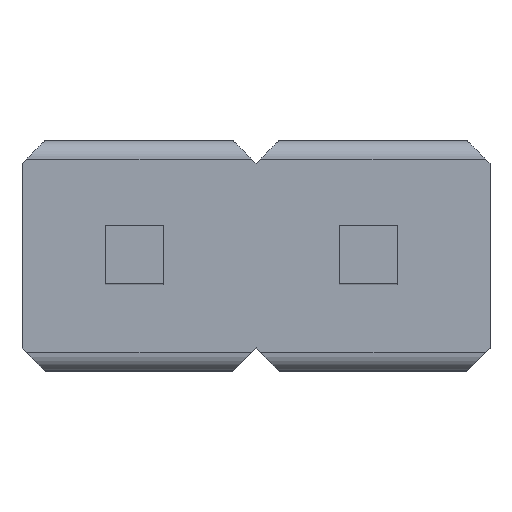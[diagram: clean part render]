
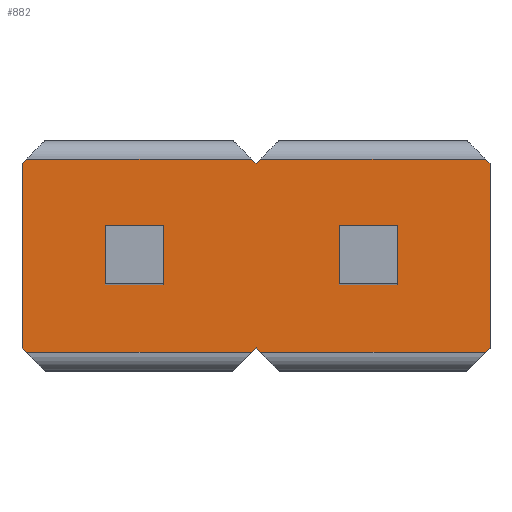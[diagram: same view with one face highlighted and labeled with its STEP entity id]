
A CAD part, top view. The second image highlights one B-rep face of the part: STEP entity #882.
In plain terms, the highlighted planar face has unit normal (0, 0, 1).
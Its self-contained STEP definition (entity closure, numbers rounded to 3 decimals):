
#138=DIRECTION('',(0.,-1.,0.));
#139=VECTOR('',#138,2.);
#140=CARTESIAN_POINT('',(-2.54,1.,0.));
#141=LINE('',#140,#139);
#226=CARTESIAN_POINT('',(0.05,-1.05,0.));
#235=DIRECTION('',(1.,0.,0.));
#236=VECTOR('',#235,2.44);
#237=CARTESIAN_POINT('',(0.05,-1.05,0.));
#238=LINE('',#237,#236);
#248=CARTESIAN_POINT('',(-0.05,-1.05,0.));
#266=DIRECTION('',(1.,0.,0.));
#267=VECTOR('',#266,2.44);
#268=CARTESIAN_POINT('',(-2.49,-1.05,0.));
#269=LINE('',#268,#267);
#270=DIRECTION('',(0.707,-0.707,0.));
#271=VECTOR('',#270,0.071);
#272=CARTESIAN_POINT('',(-0.05,1.05,0.));
#273=LINE('',#272,#271);
#274=DIRECTION('',(-0.707,-0.707,0.));
#275=VECTOR('',#274,0.071);
#276=CARTESIAN_POINT('',(0.05,1.05,0.));
#277=LINE('',#276,#275);
#278=DIRECTION('',(1.,0.,0.));
#279=VECTOR('',#278,2.44);
#280=CARTESIAN_POINT('',(0.05,1.05,0.));
#281=LINE('',#280,#279);
#282=DIRECTION('',(0.707,-0.707,0.));
#283=VECTOR('',#282,0.071);
#284=CARTESIAN_POINT('',(2.49,1.05,0.));
#285=LINE('',#284,#283);
#286=DIRECTION('',(0.707,0.707,0.));
#287=VECTOR('',#286,0.071);
#288=CARTESIAN_POINT('',(2.49,-1.05,0.));
#289=LINE('',#288,#287);
#290=DIRECTION('',(-0.707,0.707,0.));
#291=VECTOR('',#290,0.071);
#292=CARTESIAN_POINT('',(0.05,-1.05,0.));
#293=LINE('',#292,#291);
#294=DIRECTION('',(0.707,0.707,0.));
#295=VECTOR('',#294,0.071);
#296=CARTESIAN_POINT('',(-0.05,-1.05,0.));
#297=LINE('',#296,#295);
#298=DIRECTION('',(-0.707,0.707,0.));
#299=VECTOR('',#298,0.071);
#300=CARTESIAN_POINT('',(-2.49,-1.05,0.));
#301=LINE('',#300,#299);
#302=DIRECTION('',(-0.707,-0.707,0.));
#303=VECTOR('',#302,0.071);
#304=CARTESIAN_POINT('',(-2.49,1.05,0.));
#305=LINE('',#304,#303);
#306=DIRECTION('',(1.,0.,0.));
#307=VECTOR('',#306,2.44);
#308=CARTESIAN_POINT('',(-2.49,1.05,0.));
#309=LINE('',#308,#307);
#310=DIRECTION('',(1.,0.,0.));
#311=VECTOR('',#310,0.63);
#312=CARTESIAN_POINT('',(-1.635,-0.315,0.));
#313=LINE('',#312,#311);
#314=DIRECTION('',(0.,1.,0.));
#315=VECTOR('',#314,0.63);
#316=CARTESIAN_POINT('',(-1.005,-0.315,0.));
#317=LINE('',#316,#315);
#318=DIRECTION('',(1.,0.,0.));
#319=VECTOR('',#318,0.63);
#320=CARTESIAN_POINT('',(-1.635,0.315,0.));
#321=LINE('',#320,#319);
#322=DIRECTION('',(0.,1.,0.));
#323=VECTOR('',#322,0.63);
#324=CARTESIAN_POINT('',(-1.635,-0.315,0.));
#325=LINE('',#324,#323);
#326=DIRECTION('',(1.,0.,0.));
#327=VECTOR('',#326,0.63);
#328=CARTESIAN_POINT('',(0.905,-0.315,0.));
#329=LINE('',#328,#327);
#330=DIRECTION('',(0.,1.,0.));
#331=VECTOR('',#330,0.63);
#332=CARTESIAN_POINT('',(1.535,-0.315,0.));
#333=LINE('',#332,#331);
#334=DIRECTION('',(1.,0.,0.));
#335=VECTOR('',#334,0.63);
#336=CARTESIAN_POINT('',(0.905,0.315,0.));
#337=LINE('',#336,#335);
#338=DIRECTION('',(0.,1.,0.));
#339=VECTOR('',#338,0.63);
#340=CARTESIAN_POINT('',(0.905,-0.315,0.));
#341=LINE('',#340,#339);
#373=CARTESIAN_POINT('',(-0.05,1.05,0.));
#395=CARTESIAN_POINT('',(0.05,1.05,0.));
#418=DIRECTION('',(0.,-1.,0.));
#419=VECTOR('',#418,2.);
#420=CARTESIAN_POINT('',(2.54,1.,0.));
#421=LINE('',#420,#419);
#598=CARTESIAN_POINT('',(-1.635,-0.315,0.));
#599=CARTESIAN_POINT('',(-1.005,-0.315,0.));
#600=VERTEX_POINT('',#598);
#601=VERTEX_POINT('',#599);
#602=CARTESIAN_POINT('',(-1.635,0.315,0.));
#603=CARTESIAN_POINT('',(-1.005,0.315,0.));
#604=VERTEX_POINT('',#602);
#605=VERTEX_POINT('',#603);
#630=CARTESIAN_POINT('',(0.905,-0.315,0.));
#631=CARTESIAN_POINT('',(1.535,-0.315,0.));
#632=VERTEX_POINT('',#630);
#633=VERTEX_POINT('',#631);
#634=CARTESIAN_POINT('',(0.905,0.315,0.));
#635=CARTESIAN_POINT('',(1.535,0.315,0.));
#636=VERTEX_POINT('',#634);
#637=VERTEX_POINT('',#635);
#646=CARTESIAN_POINT('',(-2.54,1.,0.));
#647=CARTESIAN_POINT('',(-2.54,-1.,0.));
#648=VERTEX_POINT('',#646);
#649=VERTEX_POINT('',#647);
#650=CARTESIAN_POINT('',(2.54,1.,0.));
#651=CARTESIAN_POINT('',(2.54,-1.,0.));
#652=VERTEX_POINT('',#650);
#653=VERTEX_POINT('',#651);
#654=VERTEX_POINT('',#226);
#656=VERTEX_POINT('',#248);
#672=VERTEX_POINT('',#373);
#673=VERTEX_POINT('',#395);
#674=CARTESIAN_POINT('',(0.,1.,0.));
#675=VERTEX_POINT('',#674);
#676=CARTESIAN_POINT('',(0.,-1.,0.));
#677=VERTEX_POINT('',#676);
#678=CARTESIAN_POINT('',(-2.49,-1.05,0.));
#679=VERTEX_POINT('',#678);
#680=CARTESIAN_POINT('',(2.49,-1.05,0.));
#681=VERTEX_POINT('',#680);
#698=CARTESIAN_POINT('',(-2.49,1.05,0.));
#699=VERTEX_POINT('',#698);
#700=CARTESIAN_POINT('',(2.49,1.05,0.));
#701=VERTEX_POINT('',#700);
#831=CARTESIAN_POINT('',(-2.54,1.05,0.));
#832=DIRECTION('',(0.,0.,1.));
#833=DIRECTION('',(0.,-1.,0.));
#834=AXIS2_PLACEMENT_3D('',#831,#832,#833);
#835=PLANE('',#834);
#837=ORIENTED_EDGE('',*,*,#836,.T.);
#839=ORIENTED_EDGE('',*,*,#838,.F.);
#841=ORIENTED_EDGE('',*,*,#840,.T.);
#843=ORIENTED_EDGE('',*,*,#842,.T.);
#845=ORIENTED_EDGE('',*,*,#844,.T.);
#847=ORIENTED_EDGE('',*,*,#846,.F.);
#848=ORIENTED_EDGE('',*,*,#806,.F.);
#849=ORIENTED_EDGE('',*,*,#795,.T.);
#851=ORIENTED_EDGE('',*,*,#850,.F.);
#852=ORIENTED_EDGE('',*,*,#826,.F.);
#854=ORIENTED_EDGE('',*,*,#853,.T.);
#855=ORIENTED_EDGE('',*,*,#721,.F.);
#857=ORIENTED_EDGE('',*,*,#856,.F.);
#859=ORIENTED_EDGE('',*,*,#858,.T.);
#860=EDGE_LOOP('',(#837,#839,#841,#843,#845,#847,#848,#849,#851,#852,#854,#855,
#857,#859));
#861=FACE_OUTER_BOUND('',#860,.F.);
#863=ORIENTED_EDGE('',*,*,#862,.T.);
#865=ORIENTED_EDGE('',*,*,#864,.T.);
#867=ORIENTED_EDGE('',*,*,#866,.F.);
#869=ORIENTED_EDGE('',*,*,#868,.F.);
#870=EDGE_LOOP('',(#863,#865,#867,#869));
#871=FACE_BOUND('',#870,.F.);
#873=ORIENTED_EDGE('',*,*,#872,.T.);
#875=ORIENTED_EDGE('',*,*,#874,.T.);
#877=ORIENTED_EDGE('',*,*,#876,.F.);
#879=ORIENTED_EDGE('',*,*,#878,.F.);
#880=EDGE_LOOP('',(#873,#875,#877,#879));
#881=FACE_BOUND('',#880,.F.);
#721=EDGE_CURVE('',#648,#649,#141,.T.);
#795=EDGE_CURVE('',#654,#677,#293,.T.);
#806=EDGE_CURVE('',#654,#681,#238,.T.);
#826=EDGE_CURVE('',#679,#656,#269,.T.);
#836=EDGE_CURVE('',#672,#675,#273,.T.);
#838=EDGE_CURVE('',#673,#675,#277,.T.);
#840=EDGE_CURVE('',#673,#701,#281,.T.);
#842=EDGE_CURVE('',#701,#652,#285,.T.);
#844=EDGE_CURVE('',#652,#653,#421,.T.);
#846=EDGE_CURVE('',#681,#653,#289,.T.);
#850=EDGE_CURVE('',#656,#677,#297,.T.);
#853=EDGE_CURVE('',#679,#649,#301,.T.);
#856=EDGE_CURVE('',#699,#648,#305,.T.);
#858=EDGE_CURVE('',#699,#672,#309,.T.);
#862=EDGE_CURVE('',#600,#601,#313,.T.);
#864=EDGE_CURVE('',#601,#605,#317,.T.);
#866=EDGE_CURVE('',#604,#605,#321,.T.);
#868=EDGE_CURVE('',#600,#604,#325,.T.);
#872=EDGE_CURVE('',#632,#633,#329,.T.);
#874=EDGE_CURVE('',#633,#637,#333,.T.);
#876=EDGE_CURVE('',#636,#637,#337,.T.);
#878=EDGE_CURVE('',#632,#636,#341,.T.);
#882=ADVANCED_FACE('',(#861,#871,#881),#835,.T.);
